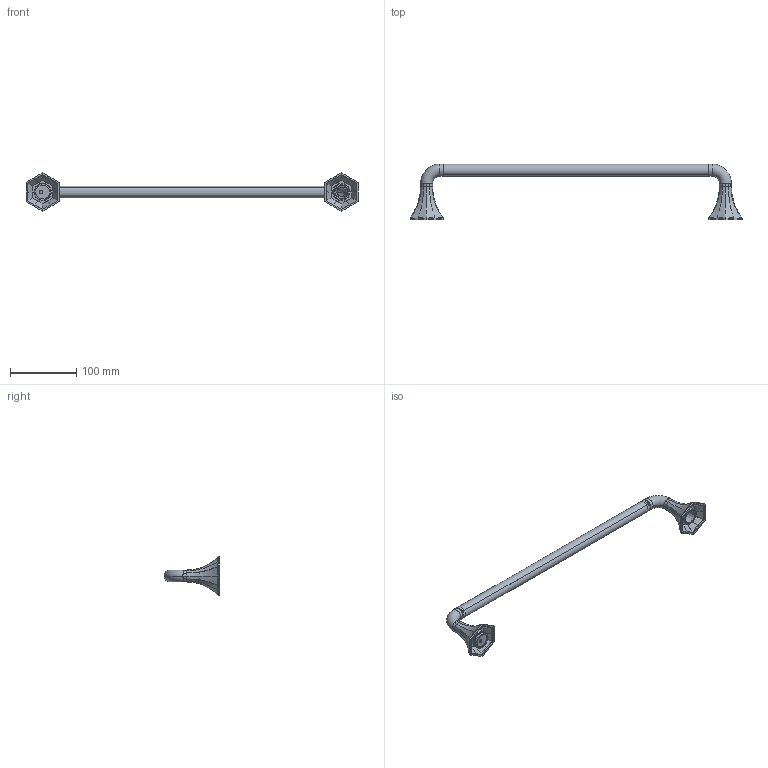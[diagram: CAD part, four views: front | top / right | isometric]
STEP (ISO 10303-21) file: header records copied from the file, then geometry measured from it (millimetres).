
FILE_DESCRIPTION(('CATIA V5 STEP Exchange'),'2;1');
FILE_NAME('CE 09010 1 portasalviette 45.stp','2019-02-22T11:17:49+00:00',('none'),('none'),'Version 5-6 Release 2013','CATIA V5 STEP AP203','none');
FILE_SCHEMA(('CONFIG_CONTROL_DESIGN'));
Length unit declared in the file: millimetre
Products named in the file (1): PR.0285.08_AllCATPart
Bounding box: 500.09 x 84 x 57.43 mm (x, y, z)
Volume: 78965.2 mm3; surface area: 79935.9 mm2
Topology: 8 solids, 8 shells, 615 faces, 1420 edges, 786 vertices
Faces by surface type: bspline 236, cylinder 168, plane 95, cone 60, torus 32, sphere 24
Entity records: 37738 total; most frequent: CARTESIAN_POINT 26643, ORIENTED_EDGE 2736, EDGE_CURVE 1368, DIRECTION 1314, VERTEX_POINT 786, AXIS2_PLACEMENT_3D 687, B_SPLINE_CURVE_WITH_KNOTS 650, EDGE_LOOP 648
